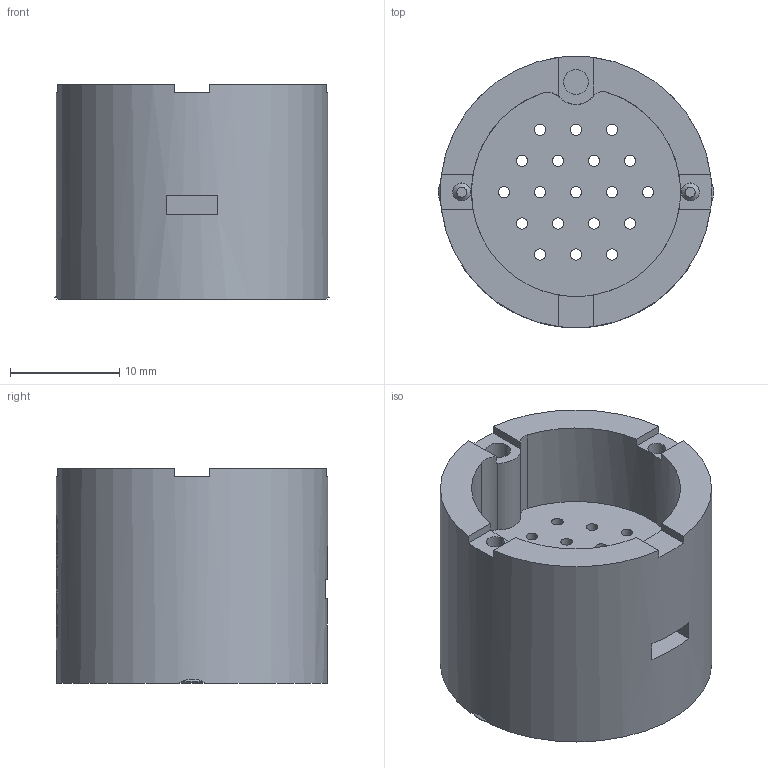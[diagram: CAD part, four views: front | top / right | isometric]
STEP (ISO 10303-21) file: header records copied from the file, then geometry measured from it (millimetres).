
FILE_DESCRIPTION(/* description */ ('Alibre Inc.'),/* implementation_level */ '2;1');
FILE_NAME(/* name */ 'export0',/* time_stamp */ '2010-02-01T10:59:47-08:00',/* author */ (''),/* organization */ (''),/* preprocessor_version */ 'ST-DEVELOPER v10',/* originating_system */ 'Alibre',/* authorisation */ '');
FILE_SCHEMA (('CONFIG_CONTROL_DESIGN'));
Length unit declared in the file: centimetre
Products named in the file (1): 110250
Bounding box: 25.27 x 24.87 x 19.68 mm (x, y, z)
Volume: 6173.1 mm3; surface area: 4922.5 mm2
Topology: 1 solids, 1 shells, 480 faces, 1321 edges, 880 vertices
Faces by surface type: bspline 216, plane 192, cylinder 64, cone 8
Full cylindrical faces by diameter (mm): 1.041 x19, 1.651 x2, 1.93 x19, 2.184 x2, 2.261 x2, 2.286 x1, 24.892 x1
Entity records: 16120 total; most frequent: CARTESIAN_POINT 5484, ORIENTED_EDGE 2534, DIRECTION 1328, EDGE_CURVE 1267, VERTEX_POINT 876, EDGE_LOOP 643, FACE_BOUND 643, VECTOR 610
